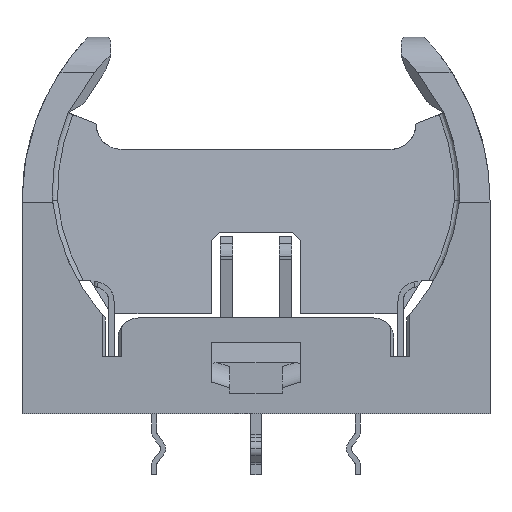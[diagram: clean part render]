
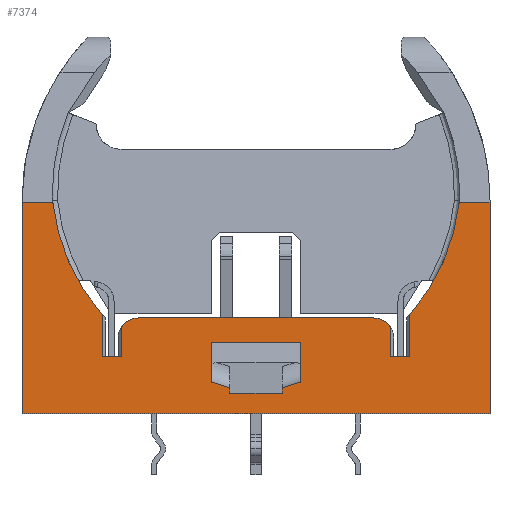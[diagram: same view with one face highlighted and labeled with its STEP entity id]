
A CAD part, front view. The second image highlights one B-rep face of the part: STEP entity #7374.
In plain terms, the highlighted planar face has unit normal (0, -1, 0).
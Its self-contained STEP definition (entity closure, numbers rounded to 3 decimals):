
#749=EDGE_CURVE('',#2095,#2096,#2097,.T.);
#751=EDGE_CURVE('',#2096,#2099,#2100,.T.);
#753=EDGE_CURVE('',#2102,#2099,#2103,.T.);
#755=EDGE_CURVE('',#2105,#2102,#2106,.T.);
#757=EDGE_CURVE('',#2108,#2105,#2109,.T.);
#759=EDGE_CURVE('',#2111,#2108,#2112,.T.);
#761=EDGE_CURVE('',#2114,#2111,#2115,.T.);
#763=EDGE_CURVE('',#2117,#2114,#2118,.T.);
#765=EDGE_CURVE('',#2120,#2117,#2121,.T.);
#767=EDGE_CURVE('',#2120,#2123,#2124,.T.);
#769=EDGE_CURVE('',#2123,#2126,#2127,.T.);
#771=EDGE_CURVE('',#2126,#2129,#2130,.T.);
#773=EDGE_CURVE('',#2129,#2132,#2133,.T.);
#775=EDGE_CURVE('',#2135,#2132,#2136,.T.);
#777=EDGE_CURVE('',#2135,#2138,#2139,.T.);
#779=EDGE_CURVE('',#2138,#2095,#2141,.T.);
#781=EDGE_CURVE('',#2143,#2144,#2145,.T.);
#783=EDGE_CURVE('',#2144,#2147,#2148,.T.);
#785=EDGE_CURVE('',#2150,#2147,#2151,.T.);
#787=EDGE_CURVE('',#2153,#2150,#2154,.T.);
#789=EDGE_CURVE('',#2156,#2153,#2157,.T.);
#791=EDGE_CURVE('',#2156,#2159,#2160,.T.);
#793=EDGE_CURVE('',#2159,#2162,#2163,.T.);
#795=EDGE_CURVE('',#2143,#2162,#2165,.T.);
#2095=VERTEX_POINT('',#3934);
#2096=VERTEX_POINT('',#3935);
#2097=LINE('',#3936,#3937);
#2099=VERTEX_POINT('',#3940);
#2100=LINE('',#3941,#3942);
#2102=VERTEX_POINT('',#3945);
#2103=CIRCLE('',#3946,10.05);
#2105=VERTEX_POINT('',#3949);
#2106=LINE('',#3950,#3951);
#2108=VERTEX_POINT('',#3954);
#2109=LINE('',#3955,#3956);
#2111=VERTEX_POINT('',#3959);
#2112=LINE('',#3960,#3961);
#2114=VERTEX_POINT('',#3964);
#2115=LINE('',#3965,#3966);
#2117=VERTEX_POINT('',#3969);
#2118=LINE('',#3970,#3971);
#2120=VERTEX_POINT('',#3974);
#2121=CIRCLE('',#3975,10.05);
#2123=VERTEX_POINT('',#3978);
#2124=LINE('',#3979,#3980);
#2126=VERTEX_POINT('',#3983);
#2127=LINE('',#3984,#3985);
#2129=VERTEX_POINT('',#3988);
#2130=LINE('',#3989,#3990);
#2132=VERTEX_POINT('',#3993);
#2133=CIRCLE('',#3994,1.0);
#2135=VERTEX_POINT('',#3997);
#2136=LINE('',#3998,#3999);
#2138=VERTEX_POINT('',#4002);
#2139=CIRCLE('',#4003,1.0);
#2141=LINE('',#4006,#4007);
#2143=VERTEX_POINT('',#4010);
#2144=VERTEX_POINT('',#4011);
#2145=LINE('',#4012,#4013);
#2147=VERTEX_POINT('',#4016);
#2148=LINE('',#4017,#4018);
#2150=VERTEX_POINT('',#4021);
#2151=LINE('',#4022,#4023);
#2153=VERTEX_POINT('',#4026);
#2154=LINE('',#4027,#4028);
#2156=VERTEX_POINT('',#4031);
#2157=LINE('',#4032,#4033);
#2159=VERTEX_POINT('',#4036);
#2160=LINE('',#4037,#4038);
#2162=VERTEX_POINT('',#4041);
#2163=LINE('',#4042,#4043);
#2165=LINE('',#4046,#4047);
#3934=CARTESIAN_POINT('',(-6.625,-2.7,-15.69));
#3935=CARTESIAN_POINT('',(-7.558,-2.7,-15.69));
#3936=CARTESIAN_POINT('',(-6.625,-2.7,-15.69));
#3937=VECTOR('',#7674,0.933);
#3940=CARTESIAN_POINT('',(-7.558,-2.7,-13.623));
#3941=CARTESIAN_POINT('',(-7.558,-2.7,-15.69));
#3942=VECTOR('',#7675,2.067);
#3945=CARTESIAN_POINT('',(-9.989,-2.7,-8.1));
#3946=AXIS2_PLACEMENT_3D('',#7676,#7677,#7678);
#3949=CARTESIAN_POINT('',(-11.5,-2.7,-8.1));
#3950=CARTESIAN_POINT('',(-11.5,-2.7,-8.1));
#3951=VECTOR('',#7679,1.511);
#3954=CARTESIAN_POINT('',(-11.5,-2.7,-18.49));
#3955=CARTESIAN_POINT('',(-11.5,-2.7,-18.49));
#3956=VECTOR('',#7680,10.39);
#3959=CARTESIAN_POINT('',(11.5,-2.7,-18.49));
#3960=CARTESIAN_POINT('',(11.5,-2.7,-18.49));
#3961=VECTOR('',#7681,23.0);
#3964=CARTESIAN_POINT('',(11.5,-2.7,-8.1));
#3965=CARTESIAN_POINT('',(11.5,-2.7,-8.1));
#3966=VECTOR('',#7682,10.39);
#3969=CARTESIAN_POINT('',(9.989,-2.7,-8.1));
#3970=CARTESIAN_POINT('',(9.989,-2.7,-8.1));
#3971=VECTOR('',#7683,1.511);
#3974=CARTESIAN_POINT('',(7.558,-2.7,-13.623));
#3975=AXIS2_PLACEMENT_3D('',#7684,#7685,#7686);
#3978=CARTESIAN_POINT('',(7.558,-2.7,-15.69));
#3979=CARTESIAN_POINT('',(7.558,-2.7,-13.623));
#3980=VECTOR('',#7687,2.067);
#3983=CARTESIAN_POINT('',(6.625,-2.7,-15.69));
#3984=CARTESIAN_POINT('',(7.558,-2.7,-15.69));
#3985=VECTOR('',#7688,0.933);
#3988=CARTESIAN_POINT('',(6.625,-2.7,-14.263));
#3989=CARTESIAN_POINT('',(6.625,-2.7,-15.69));
#3990=VECTOR('',#7689,1.427);
#3993=CARTESIAN_POINT('',(5.775,-2.7,-13.79));
#3994=AXIS2_PLACEMENT_3D('',#7690,#7691,#7692);
#3997=CARTESIAN_POINT('',(-5.775,-2.7,-13.79));
#3998=CARTESIAN_POINT('',(-5.775,-2.7,-13.79));
#3999=VECTOR('',#7693,11.55);
#4002=CARTESIAN_POINT('',(-6.625,-2.7,-14.263));
#4003=AXIS2_PLACEMENT_3D('',#7694,#7695,#7696);
#4006=CARTESIAN_POINT('',(-6.625,-2.7,-14.263));
#4007=VECTOR('',#7697,1.427);
#4010=CARTESIAN_POINT('',(-1.3,-2.7,-17.49));
#4011=CARTESIAN_POINT('',(-1.3,-2.7,-17.215));
#4012=CARTESIAN_POINT('',(-1.3,-2.7,-17.49));
#4013=VECTOR('',#7698,0.275);
#4016=CARTESIAN_POINT('',(-2.2,-2.7,-16.94));
#4017=CARTESIAN_POINT('',(-1.3,-2.7,-17.215));
#4018=VECTOR('',#7699,0.941);
#4021=CARTESIAN_POINT('',(-2.2,-2.7,-14.99));
#4022=CARTESIAN_POINT('',(-2.2,-2.7,-14.99));
#4023=VECTOR('',#7700,1.95);
#4026=CARTESIAN_POINT('',(2.2,-2.7,-14.99));
#4027=CARTESIAN_POINT('',(2.2,-2.7,-14.99));
#4028=VECTOR('',#7701,4.4);
#4031=CARTESIAN_POINT('',(2.2,-2.7,-16.94));
#4032=CARTESIAN_POINT('',(2.2,-2.7,-16.94));
#4033=VECTOR('',#7702,1.95);
#4036=CARTESIAN_POINT('',(1.3,-2.7,-17.215));
#4037=CARTESIAN_POINT('',(2.2,-2.7,-16.94));
#4038=VECTOR('',#7703,0.941);
#4041=CARTESIAN_POINT('',(1.3,-2.7,-17.49));
#4042=CARTESIAN_POINT('',(1.3,-2.7,-17.215));
#4043=VECTOR('',#7704,0.275);
#4046=CARTESIAN_POINT('',(-1.3,-2.7,-17.49));
#4047=VECTOR('',#7705,2.6);
#7374=ADVANCED_FACE('',(#8411,#8412),#8413,.F.);
#7674=DIRECTION('',(-1.0,0.0,0.0));
#7675=DIRECTION('',(0.0,0.0,1.0));
#7676=CARTESIAN_POINT('',(0.0,-2.7,-6.999));
#7677=DIRECTION('',(0.0,-1.0,-0.0));
#7678=DIRECTION('',(-0.994,0.0,-0.11));
#7679=DIRECTION('',(1.0,0.0,0.0));
#7680=DIRECTION('',(0.0,0.0,1.0));
#7681=DIRECTION('',(-1.0,0.0,0.0));
#7682=DIRECTION('',(0.0,0.0,-1.0));
#7683=DIRECTION('',(1.0,0.0,0.0));
#7684=CARTESIAN_POINT('',(0.0,-2.7,-6.999));
#7685=DIRECTION('',(0.0,-1.0,0.0));
#7686=DIRECTION('',(0.752,0.0,-0.659));
#7687=DIRECTION('',(0.0,0.0,-1.0));
#7688=DIRECTION('',(-1.0,0.0,0.0));
#7689=DIRECTION('',(0.0,0.0,1.0));
#7690=CARTESIAN_POINT('',(5.775,-2.7,-14.79));
#7691=DIRECTION('',(0.0,-1.0,0.0));
#7692=DIRECTION('',(0.85,0.0,0.527));
#7693=DIRECTION('',(1.0,0.0,0.0));
#7694=CARTESIAN_POINT('',(-5.775,-2.7,-14.79));
#7695=DIRECTION('',(0.0,-1.0,0.0));
#7696=DIRECTION('',(0.0,0.0,1.0));
#7697=DIRECTION('',(0.0,0.0,-1.0));
#7698=DIRECTION('',(0.0,0.0,1.0));
#7699=DIRECTION('',(-0.956,0.0,0.292));
#7700=DIRECTION('',(0.0,0.0,-1.0));
#7701=DIRECTION('',(-1.0,0.0,0.0));
#7702=DIRECTION('',(0.0,0.0,1.0));
#7703=DIRECTION('',(-0.956,0.0,-0.292));
#7704=DIRECTION('',(0.0,0.0,-1.0));
#7705=DIRECTION('',(1.0,0.0,0.0));
#8411=FACE_OUTER_BOUND('',#8878,.T.);
#8412=FACE_BOUND('',#8879,.T.);
#8413=PLANE('',#8880);
#8878=EDGE_LOOP('',(#9744,#9745,#9746,#9747,#9748,#9749,#9750,#9751,#9752,#9753,#9754,#9755,#9756,#9757,#9758,#9759));
#8879=EDGE_LOOP('',(#9760,#9761,#9762,#9763,#9764,#9765,#9766,#9767));
#8880=AXIS2_PLACEMENT_3D('',#9768,#9769,#9770);
#9744=ORIENTED_EDGE('',*,*,#749,.T.);
#9745=ORIENTED_EDGE('',*,*,#751,.T.);
#9746=ORIENTED_EDGE('',*,*,#753,.F.);
#9747=ORIENTED_EDGE('',*,*,#755,.F.);
#9748=ORIENTED_EDGE('',*,*,#757,.F.);
#9749=ORIENTED_EDGE('',*,*,#759,.F.);
#9750=ORIENTED_EDGE('',*,*,#761,.F.);
#9751=ORIENTED_EDGE('',*,*,#763,.F.);
#9752=ORIENTED_EDGE('',*,*,#765,.F.);
#9753=ORIENTED_EDGE('',*,*,#767,.T.);
#9754=ORIENTED_EDGE('',*,*,#769,.T.);
#9755=ORIENTED_EDGE('',*,*,#771,.T.);
#9756=ORIENTED_EDGE('',*,*,#773,.T.);
#9757=ORIENTED_EDGE('',*,*,#775,.F.);
#9758=ORIENTED_EDGE('',*,*,#777,.T.);
#9759=ORIENTED_EDGE('',*,*,#779,.T.);
#9760=ORIENTED_EDGE('',*,*,#781,.T.);
#9761=ORIENTED_EDGE('',*,*,#783,.T.);
#9762=ORIENTED_EDGE('',*,*,#785,.F.);
#9763=ORIENTED_EDGE('',*,*,#787,.F.);
#9764=ORIENTED_EDGE('',*,*,#789,.F.);
#9765=ORIENTED_EDGE('',*,*,#791,.T.);
#9766=ORIENTED_EDGE('',*,*,#793,.T.);
#9767=ORIENTED_EDGE('',*,*,#795,.F.);
#9768=CARTESIAN_POINT('',(0.0,-2.7,0.0));
#9769=DIRECTION('',(-0.0,1.0,0.0));
#9770=DIRECTION('',(1.0,0.0,0.0));
